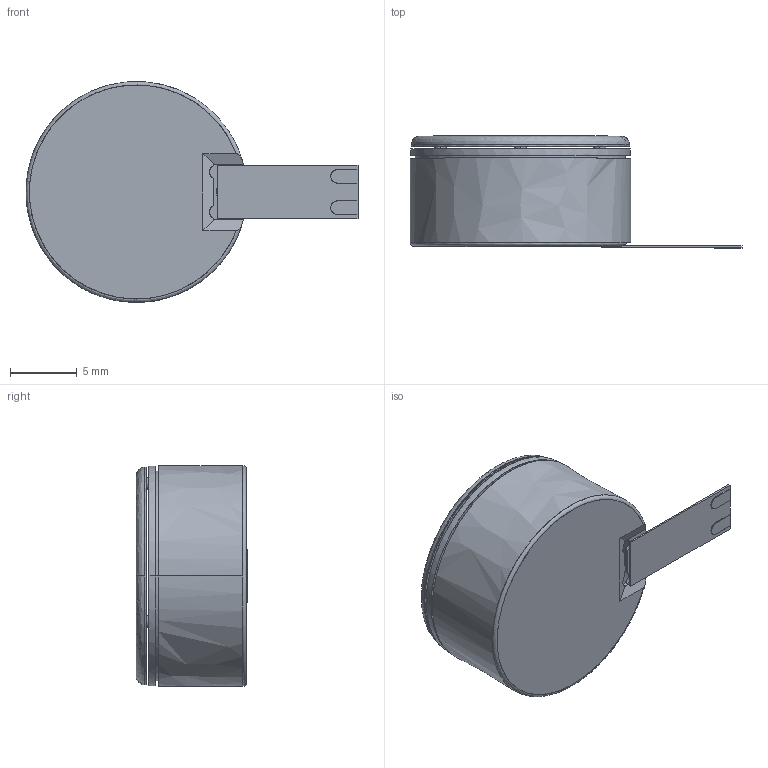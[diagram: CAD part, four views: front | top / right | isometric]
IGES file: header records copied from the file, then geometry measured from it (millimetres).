
Start section:  PTC IGES file: cm-23152-001.igs
Global section: file name: cm-23152-001.igs; native system: Pro/ENGINEER by Parametric Technology Corporation; preprocessor: 2008070; author: GPatters; organization: Unknown; date: 20090616.081230; units: inch
Bounding box: 24.85 x 8.38 x 16.54 mm (x, y, z)
Surface area: 2196.3 mm2 (no closed solid volume)
Topology: 0 solids, 0 shells, 190 faces, 1030 edges, 1030 vertices
Faces by surface type: bspline 190
